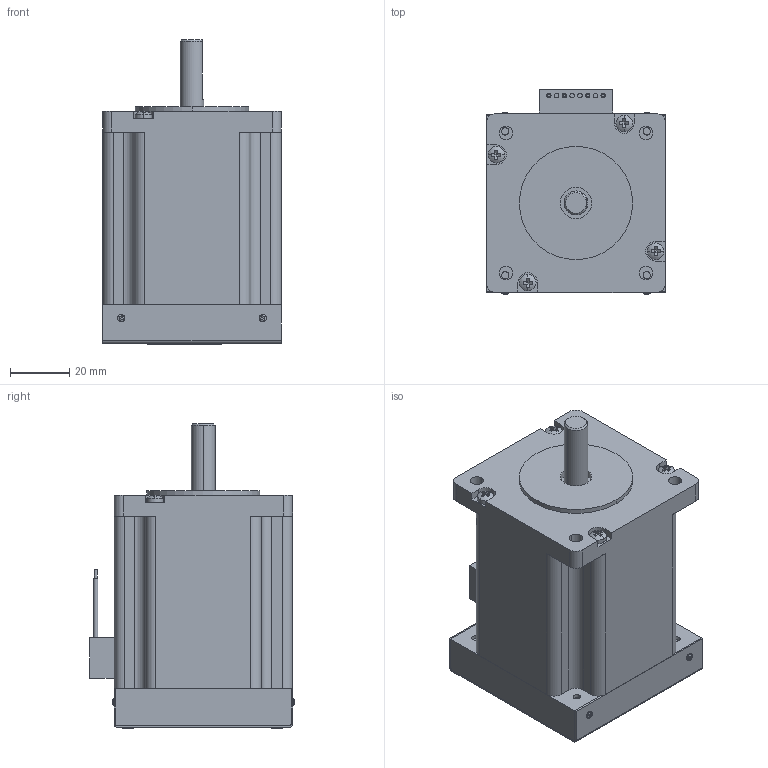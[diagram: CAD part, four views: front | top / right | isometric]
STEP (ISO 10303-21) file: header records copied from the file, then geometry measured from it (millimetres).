
FILE_DESCRIPTION (( 'STEP AP214' ), '1' );
FILE_NAME ('PD60-3-1076 - NEMA24.STEP', '2018-08-16T08:22:05', ( '' ), ( '' ), 'SwSTEP 2.0', 'SolidWorks 2016', '' );
FILE_SCHEMA (( 'AUTOMOTIVE_DESIGN' ));
Length unit declared in the file: millimetre
Products named in the file (32): TMCM_1361_din_iso_7049_st2_2x4_5_c_h; din_7984_8_8_m_3x6; Cover; Magnet; Base; Magnet_Holder_Brass; NEMA24-60sh45-2804af001_reva; parallel pin unhardened_iso_ISO 2338 - 1.5 m6 x 8 - St; TMCM-1076_V10_280218; Part9^TMCM-1076; PD60-3-1076 - NEMA24; socket head cap screw_iso_ISO 4762 M3 x 6 - 6C
Assembly tree (20 placements, depth 2):
  TMCM_1361_din_iso_7049_st2_2x4_5_c_h
  TMCM_1361_din_iso_7049_st2_2x4_5_c_h
  Magnet
  Magnet_Holder_Brass
  TMCM_1361_din_iso_7049_st2_2x4_5_c_h
Bounding box: 60 x 68.7 x 102.25 mm (x, y, z)
Volume: 18475.2 mm3; surface area: 56129.6 mm2
Topology: 19 solids, 34 shells, 1506 faces, 4020 edges, 2613 vertices
Faces by surface type: plane 804, cylinder 420, bspline 207, cone 67, sphere 8
Entity records: 62261 total; most frequent: CARTESIAN_POINT 15208, ORIENTED_EDGE 6984, DIRECTION 6167, EDGE_CURVE 3512, VERTEX_POINT 2305, VECTOR 2229, LINE 2229, AXIS2_PLACEMENT_3D 1969
